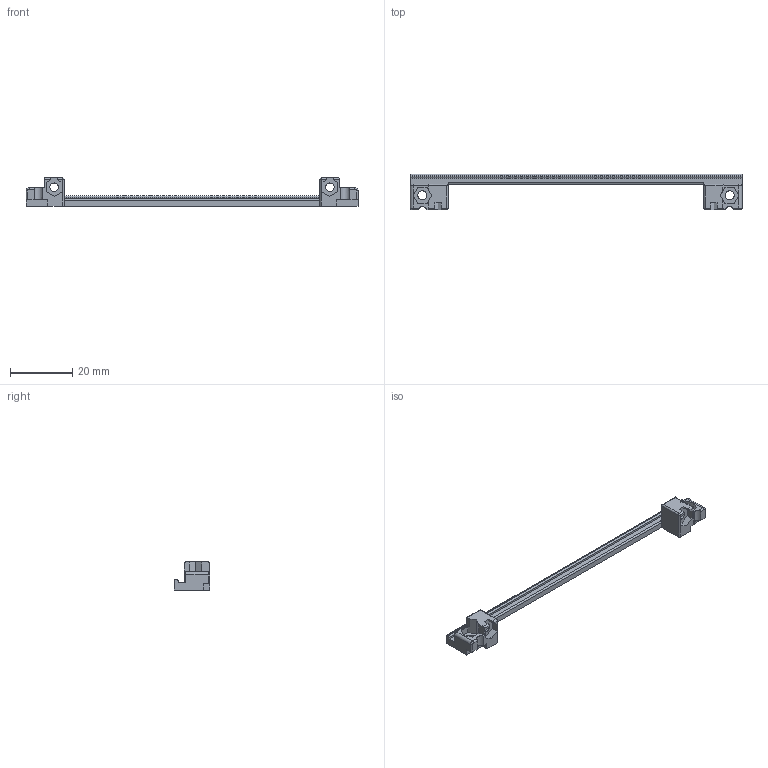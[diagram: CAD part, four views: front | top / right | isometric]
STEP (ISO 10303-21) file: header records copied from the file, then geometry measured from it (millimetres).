
FILE_DESCRIPTION((''),'2;1');
FILE_NAME('VS1.stp','2015-10-07T11:33:40',('Lochen'),(''),'Autodesk Inventor 2012','Autodesk Inventor 2012','');
FILE_SCHEMA(('AUTOMOTIVE_DESIGN { 1 0 10303 214 1 1 1 1 }'));
Length unit declared in the file: millimetre
Products named in the file (1): 001011859
Bounding box: 107 x 11.45 x 9.1 mm (x, y, z)
Volume: 2023.8 mm3; surface area: 2576.1 mm2
Topology: 1 solids, 1 shells, 102 faces, 282 edges, 182 vertices
Faces by surface type: plane 64, cylinder 32, bspline 4, sphere 2
Full cylindrical faces by diameter (mm): 2.7 x2, 2.9 x2
Entity records: 3568 total; most frequent: CARTESIAN_POINT 901, ORIENTED_EDGE 556, DIRECTION 540, EDGE_CURVE 278, VECTOR 210, LINE 210, VERTEX_POINT 182, AXIS2_PLACEMENT_3D 165
